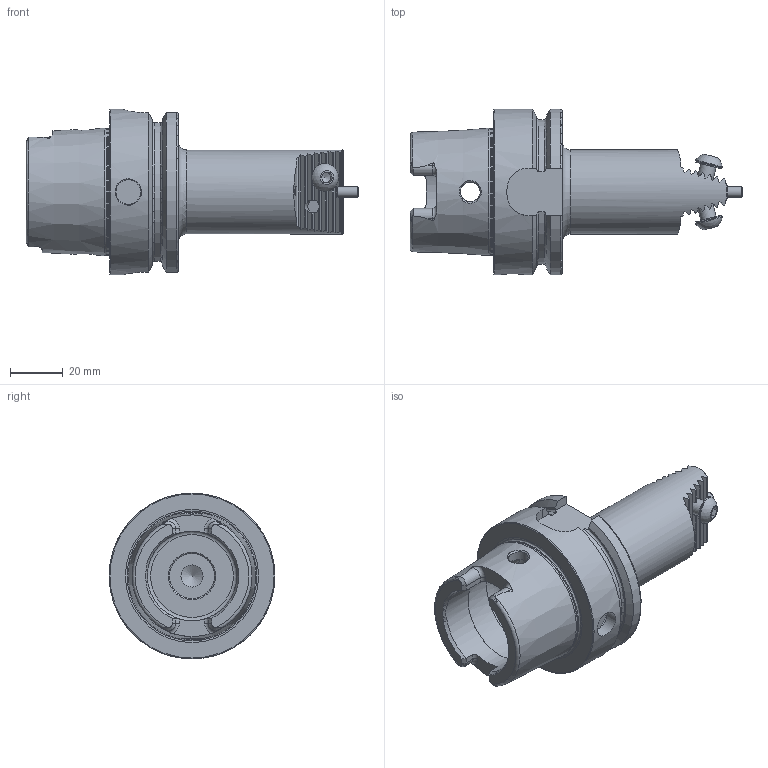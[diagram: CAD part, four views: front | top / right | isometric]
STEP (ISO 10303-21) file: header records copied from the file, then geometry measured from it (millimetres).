
FILE_DESCRIPTION (( 'STEP AP214' ), '1' );
FILE_NAME ('HA6.Z32.K23.110.STEP', '2020-08-13T15:46:47', ( '' ), ( '' ), 'SwSTEP 2.0', 'SolidWorks 2017', '' );
FILE_SCHEMA (( 'AUTOMOTIVE_DESIGN' ));
Length unit declared in the file: millimetre
Products named in the file (6): HA6-Z32.K23.110_A_Fertigbearbeitung; Z32-ER1.003.016_A_gespannt; Z32-ER1.001.016; Z32-ER1.002.016_A; HA6.Z32.K23.110; Z20-ER2.001.013_A
Assembly tree (6 placements, depth 3):
  HA6.Z32.K23.110
    HA6-Z32.K23.110_A_Fertigbearbeitung
    Z32-ER1.001.016  x2
      Z32-ER1.002.016_A
      Z32-ER1.003.016_A_gespannt
    Z20-ER2.001.013_A
Bounding box: 126.2 x 63 x 63 mm (x, y, z)
Volume: 122902.9 mm3; surface area: 31831.4 mm2
Topology: 6 solids, 6 shells, 350 faces, 938 edges, 601 vertices
Faces by surface type: plane 188, cylinder 84, cone 41, torus 25, bspline 10, sphere 2
Full cylindrical faces by diameter (mm): 2 x1, 2.2 x1, 2.5 x9, 3 x1, 4 x1, 5 x2, 6 x2, 6.4 x2, 6.8 x2, 7.5 x2, 8.4 x1, 10 x1, 10.2 x2, 10.5 x2, 17 x1, 19 x1, 32 x1, 34 x2, 40 x1, 47.941 x1, 63 x1
Entity records: 12671 total; most frequent: CARTESIAN_POINT 4349, ORIENTED_EDGE 1592, DIRECTION 1284, EDGE_CURVE 796, VERTEX_POINT 545, AXIS2_PLACEMENT_3D 504, EDGE_LOOP 405, FACE_OUTER_BOUND 372
